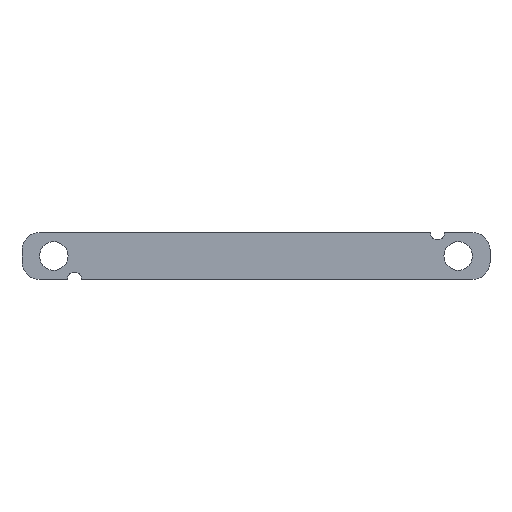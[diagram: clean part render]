
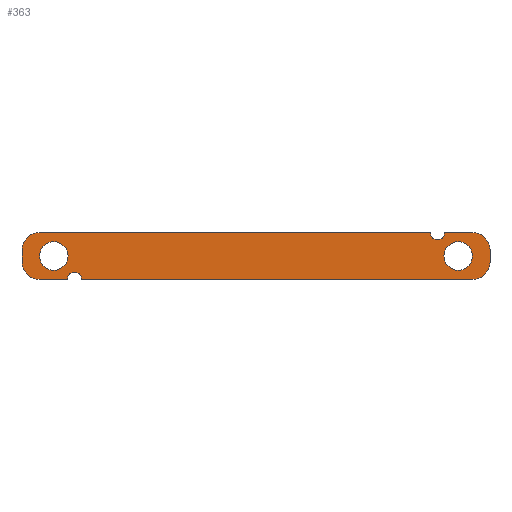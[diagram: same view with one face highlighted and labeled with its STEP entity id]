
A CAD part, top view. The second image highlights one B-rep face of the part: STEP entity #363.
In plain terms, the highlighted planar face has unit normal (0, 0, 1).
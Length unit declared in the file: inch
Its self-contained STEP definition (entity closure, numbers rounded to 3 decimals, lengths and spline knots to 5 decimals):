
#7 = CARTESIAN_POINT ( 'NONE',  ( 4.1, -0.4085, 0.01575 ) ) ;
#8 = EDGE_CURVE ( 'NONE', #560, #549, #405, .T. ) ;
#10 = ORIENTED_EDGE ( 'NONE', *, *, #8, .F. ) ;
#11 = CARTESIAN_POINT ( 'NONE',  ( -4.1, 0.4085, 0.01575 ) ) ;
#13 = DIRECTION ( 'NONE',  ( 0., 0., 1. ) ) ;
#14 = ORIENTED_EDGE ( 'NONE', *, *, #488, .T. ) ;
#16 = AXIS2_PLACEMENT_3D ( 'NONE', #576, #267, #530 ) ;
#21 = VERTEX_POINT ( 'NONE', #550 ) ;
#26 = CARTESIAN_POINT ( 'NONE',  ( -3.8, -0.4085, 0.01575 ) ) ;
#27 = EDGE_LOOP ( 'NONE', ( #601, #71 ) ) ;
#30 = DIRECTION ( 'NONE',  ( -1., 0., 0. ) ) ;
#31 = VERTEX_POINT ( 'NONE', #311 ) ;
#34 = DIRECTION ( 'NONE',  ( 0., 1., 0. ) ) ;
#36 = FACE_OUTER_BOUND ( 'NONE', #263, .T. ) ;
#40 = CARTESIAN_POINT ( 'NONE',  ( -3.29331, 0., 0.01575 ) ) ;
#52 = ORIENTED_EDGE ( 'NONE', *, *, #590, .T. ) ;
#58 = DIRECTION ( 'NONE',  ( -1., 0., 0. ) ) ;
#71 = ORIENTED_EDGE ( 'NONE', *, *, #213, .F. ) ;
#85 = ORIENTED_EDGE ( 'NONE', *, *, #272, .T. ) ;
#90 = PLANE ( 'NONE',  #438 ) ;
#93 = DIRECTION ( 'NONE',  ( -1., 0., 0. ) ) ;
#116 = DIRECTION ( 'NONE',  ( 1., 0., 0. ) ) ;
#117 = DIRECTION ( 'NONE',  ( 1., 0., 0. ) ) ;
#122 = AXIS2_PLACEMENT_3D ( 'NONE', #354, #13, #305 ) ;
#126 = VECTOR ( 'NONE', #58, 39.37008 ) ;
#140 = CARTESIAN_POINT ( 'NONE',  ( -3.055, -0.4085, 0.01575 ) ) ;
#147 = EDGE_CURVE ( 'NONE', #453, #21, #440, .T. ) ;
#150 = CARTESIAN_POINT ( 'NONE',  ( -3.54331, 0., 0.01575 ) ) ;
#151 = ORIENTED_EDGE ( 'NONE', *, *, #317, .F. ) ;
#156 = CIRCLE ( 'NONE', #582, 0.3 ) ;
#157 = DIRECTION ( 'NONE',  ( 0., 0., 1. ) ) ;
#163 = ORIENTED_EDGE ( 'NONE', *, *, #477, .T. ) ;
#180 = ORIENTED_EDGE ( 'NONE', *, *, #454, .T. ) ;
#183 = CARTESIAN_POINT ( 'NONE',  ( 0., 0., 0.01575 ) ) ;
#187 = DIRECTION ( 'NONE',  ( 0., 0., -1. ) ) ;
#199 = ORIENTED_EDGE ( 'NONE', *, *, #303, .T. ) ;
#202 = CIRCLE ( 'NONE', #122, 0.25 ) ;
#207 = CIRCLE ( 'NONE', #318, 0.3 ) ;
#213 = EDGE_CURVE ( 'NONE', #606, #417, #202, .T. ) ;
#214 = DIRECTION ( 'NONE',  ( 0., 0., 1. ) ) ;
#218 = CIRCLE ( 'NONE', #573, 0.25 ) ;
#219 = ORIENTED_EDGE ( 'NONE', *, *, #558, .T. ) ;
#236 = DIRECTION ( 'NONE',  ( 0., 0., 1. ) ) ;
#239 = DIRECTION ( 'NONE',  ( 0., 0., 1. ) ) ;
#245 = LINE ( 'NONE', #11, #289 ) ;
#249 = VERTEX_POINT ( 'NONE', #26 ) ;
#253 = DIRECTION ( 'NONE',  ( 1., 0., 0. ) ) ;
#255 = AXIS2_PLACEMENT_3D ( 'NONE', #519, #479, #93 ) ;
#262 = VERTEX_POINT ( 'NONE', #551 ) ;
#263 = EDGE_LOOP ( 'NONE', ( #163, #459, #199, #219, #14, #151, #85, #52, #414, #491, #180, #10 ) ) ;
#267 = DIRECTION ( 'NONE',  ( 0., 0., 1. ) ) ;
#272 = EDGE_CURVE ( 'NONE', #391, #442, #501, .T. ) ;
#284 = CARTESIAN_POINT ( 'NONE',  ( -4.1, 0.1085, 0.01575 ) ) ;
#289 = VECTOR ( 'NONE', #343, 39.37008 ) ;
#303 = EDGE_CURVE ( 'NONE', #559, #262, #357, .T. ) ;
#305 = DIRECTION ( 'NONE',  ( 1., 0., 0. ) ) ;
#311 = CARTESIAN_POINT ( 'NONE',  ( -3.305, -0.4085, 0.01575 ) ) ;
#317 = EDGE_CURVE ( 'NONE', #391, #31, #408, .T. ) ;
#318 = AXIS2_PLACEMENT_3D ( 'NONE', #340, #239, #384 ) ;
#333 = CARTESIAN_POINT ( 'NONE',  ( 3.8, 0.1085, 0.01575 ) ) ;
#334 = CARTESIAN_POINT ( 'NONE',  ( 3.54331, 0., 0.01575 ) ) ;
#340 = CARTESIAN_POINT ( 'NONE',  ( -3.8, 0.1085, 0.01575 ) ) ;
#343 = DIRECTION ( 'NONE',  ( -1., 0., 0. ) ) ;
#346 = LINE ( 'NONE', #483, #126 ) ;
#349 = CARTESIAN_POINT ( 'NONE',  ( 3.79331, 0., 0.01575 ) ) ;
#354 = CARTESIAN_POINT ( 'NONE',  ( 3.54331, 0., 0.01575 ) ) ;
#357 = LINE ( 'NONE', #585, #515 ) ;
#363 = ADVANCED_FACE ( 'NONE', ( #608, #379, #36 ), #90, .F. ) ;
#372 = VECTOR ( 'NONE', #583, 39.37008 ) ;
#379 = FACE_BOUND ( 'NONE', #27, .T. ) ;
#384 = DIRECTION ( 'NONE',  ( -1., 0., 0. ) ) ;
#387 = AXIS2_PLACEMENT_3D ( 'NONE', #413, #545, #117 ) ;
#391 = VERTEX_POINT ( 'NONE', #140 ) ;
#396 = EDGE_CURVE ( 'NONE', #21, #409, #484, .T. ) ;
#400 = LINE ( 'NONE', #533, #372 ) ;
#401 = DIRECTION ( 'NONE',  ( 0., -1., 0. ) ) ;
#405 = CIRCLE ( 'NONE', #482, 0.125 ) ;
#408 = CIRCLE ( 'NONE', #387, 0.125 ) ;
#409 = VERTEX_POINT ( 'NONE', #416 ) ;
#413 = CARTESIAN_POINT ( 'NONE',  ( -3.18, -0.4085, 0.01575 ) ) ;
#414 = ORIENTED_EDGE ( 'NONE', *, *, #147, .T. ) ;
#416 = CARTESIAN_POINT ( 'NONE',  ( 3.8, 0.4085, 0.01575 ) ) ;
#417 = VERTEX_POINT ( 'NONE', #349 ) ;
#421 = EDGE_LOOP ( 'NONE', ( #499, #456 ) ) ;
#427 = VECTOR ( 'NONE', #34, 39.37008 ) ;
#428 = CARTESIAN_POINT ( 'NONE',  ( 3.29331, 0., 0.01575 ) ) ;
#430 = CIRCLE ( 'NONE', #255, 0.3 ) ;
#431 = EDGE_CURVE ( 'NONE', #538, #598, #218, .T. ) ;
#432 = CARTESIAN_POINT ( 'NONE',  ( -3.8, 0.4085, 0.01575 ) ) ;
#433 = CARTESIAN_POINT ( 'NONE',  ( -3.79331, 0., 0.01575 ) ) ;
#437 = DIRECTION ( 'NONE',  ( 0., 0., 1. ) ) ;
#438 = AXIS2_PLACEMENT_3D ( 'NONE', #183, #187, #604 ) ;
#440 = LINE ( 'NONE', #7, #427 ) ;
#442 = VERTEX_POINT ( 'NONE', #539 ) ;
#444 = VECTOR ( 'NONE', #253, 39.37008 ) ;
#453 = VERTEX_POINT ( 'NONE', #536 ) ;
#454 = EDGE_CURVE ( 'NONE', #409, #549, #245, .T. ) ;
#456 = ORIENTED_EDGE ( 'NONE', *, *, #463, .F. ) ;
#459 = ORIENTED_EDGE ( 'NONE', *, *, #602, .T. ) ;
#461 = DIRECTION ( 'NONE',  ( 0., 0., 1. ) ) ;
#463 = EDGE_CURVE ( 'NONE', #598, #538, #584, .T. ) ;
#474 = CARTESIAN_POINT ( 'NONE',  ( 3.055, 0.4085, 0.01575 ) ) ;
#476 = CARTESIAN_POINT ( 'NONE',  ( 3.8, -0.1085, 0.01575 ) ) ;
#477 = EDGE_CURVE ( 'NONE', #560, #535, #346, .T. ) ;
#479 = DIRECTION ( 'NONE',  ( 0., 0., 1. ) ) ;
#482 = AXIS2_PLACEMENT_3D ( 'NONE', #555, #214, #116 ) ;
#483 = CARTESIAN_POINT ( 'NONE',  ( -4.1, 0.4085, 0.01575 ) ) ;
#484 = CIRCLE ( 'NONE', #517, 0.3 ) ;
#488 = EDGE_CURVE ( 'NONE', #249, #31, #400, .T. ) ;
#491 = ORIENTED_EDGE ( 'NONE', *, *, #396, .T. ) ;
#499 = ORIENTED_EDGE ( 'NONE', *, *, #431, .F. ) ;
#501 = LINE ( 'NONE', #506, #444 ) ;
#506 = CARTESIAN_POINT ( 'NONE',  ( -4.1, -0.4085, 0.01575 ) ) ;
#507 = CIRCLE ( 'NONE', #525, 0.25 ) ;
#515 = VECTOR ( 'NONE', #401, 39.37008 ) ;
#517 = AXIS2_PLACEMENT_3D ( 'NONE', #333, #461, #30 ) ;
#519 = CARTESIAN_POINT ( 'NONE',  ( -3.8, -0.1085, 0.01575 ) ) ;
#521 = CARTESIAN_POINT ( 'NONE',  ( 3.305, 0.4085, 0.01575 ) ) ;
#525 = AXIS2_PLACEMENT_3D ( 'NONE', #334, #236, #617 ) ;
#530 = DIRECTION ( 'NONE',  ( 1., 0., 0. ) ) ;
#533 = CARTESIAN_POINT ( 'NONE',  ( -4.1, -0.4085, 0.01575 ) ) ;
#535 = VERTEX_POINT ( 'NONE', #432 ) ;
#536 = CARTESIAN_POINT ( 'NONE',  ( 4.1, -0.1085, 0.01575 ) ) ;
#538 = VERTEX_POINT ( 'NONE', #40 ) ;
#539 = CARTESIAN_POINT ( 'NONE',  ( 3.8, -0.4085, 0.01575 ) ) ;
#542 = EDGE_CURVE ( 'NONE', #417, #606, #507, .T. ) ;
#545 = DIRECTION ( 'NONE',  ( 0., 0., 1. ) ) ;
#549 = VERTEX_POINT ( 'NONE', #521 ) ;
#550 = CARTESIAN_POINT ( 'NONE',  ( 4.1, 0.1085, 0.01575 ) ) ;
#551 = CARTESIAN_POINT ( 'NONE',  ( -4.1, -0.1085, 0.01575 ) ) ;
#555 = CARTESIAN_POINT ( 'NONE',  ( 3.18, 0.4085, 0.01575 ) ) ;
#558 = EDGE_CURVE ( 'NONE', #262, #249, #430, .T. ) ;
#559 = VERTEX_POINT ( 'NONE', #284 ) ;
#560 = VERTEX_POINT ( 'NONE', #474 ) ;
#573 = AXIS2_PLACEMENT_3D ( 'NONE', #150, #157, #578 ) ;
#574 = DIRECTION ( 'NONE',  ( -1., 0., 0. ) ) ;
#576 = CARTESIAN_POINT ( 'NONE',  ( -3.54331, 0., 0.01575 ) ) ;
#578 = DIRECTION ( 'NONE',  ( 1., 0., 0. ) ) ;
#582 = AXIS2_PLACEMENT_3D ( 'NONE', #476, #437, #574 ) ;
#583 = DIRECTION ( 'NONE',  ( 1., 0., 0. ) ) ;
#584 = CIRCLE ( 'NONE', #16, 0.25 ) ;
#585 = CARTESIAN_POINT ( 'NONE',  ( -4.1, -0.4085, 0.01575 ) ) ;
#590 = EDGE_CURVE ( 'NONE', #442, #453, #156, .T. ) ;
#598 = VERTEX_POINT ( 'NONE', #433 ) ;
#601 = ORIENTED_EDGE ( 'NONE', *, *, #542, .F. ) ;
#602 = EDGE_CURVE ( 'NONE', #535, #559, #207, .T. ) ;
#604 = DIRECTION ( 'NONE',  ( -1., 0., 0. ) ) ;
#606 = VERTEX_POINT ( 'NONE', #428 ) ;
#608 = FACE_BOUND ( 'NONE', #421, .T. ) ;
#617 = DIRECTION ( 'NONE',  ( 1., 0., 0. ) ) ;
